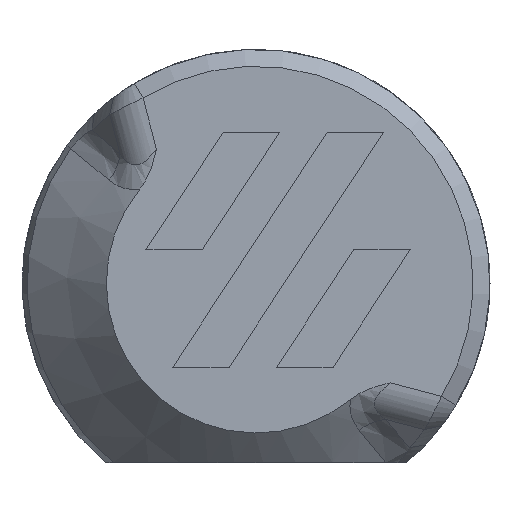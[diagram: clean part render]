
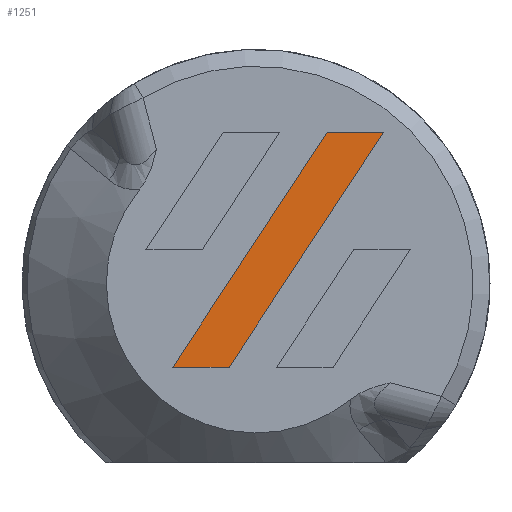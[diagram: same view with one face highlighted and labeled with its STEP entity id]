
A CAD part, front view. The second image highlights one B-rep face of the part: STEP entity #1251.
In plain terms, the highlighted planar face has unit normal (0, -1, 0).
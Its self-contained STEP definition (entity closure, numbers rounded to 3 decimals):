
#142=FACE_OUTER_BOUND('',#219,.T.);
#219=EDGE_LOOP('',(#831,#832,#833,#834));
#302=LINE('',#1757,#411);
#303=LINE('',#1759,#412);
#304=LINE('',#1761,#413);
#305=LINE('',#1762,#414);
#411=VECTOR('',#1446,10.);
#412=VECTOR('',#1447,10.);
#413=VECTOR('',#1448,10.);
#414=VECTOR('',#1449,10.);
#520=VERTEX_POINT('',#1755);
#521=VERTEX_POINT('',#1756);
#522=VERTEX_POINT('',#1758);
#523=VERTEX_POINT('',#1760);
#640=EDGE_CURVE('',#520,#521,#302,.T.);
#641=EDGE_CURVE('',#522,#520,#303,.T.);
#642=EDGE_CURVE('',#523,#522,#304,.T.);
#643=EDGE_CURVE('',#521,#523,#305,.T.);
#831=ORIENTED_EDGE('',*,*,#640,.F.);
#832=ORIENTED_EDGE('',*,*,#641,.F.);
#833=ORIENTED_EDGE('',*,*,#642,.F.);
#834=ORIENTED_EDGE('',*,*,#643,.F.);
#1213=PLANE('',#1342);
#1251=ADVANCED_FACE('',(#142),#1213,.F.);
#1342=AXIS2_PLACEMENT_3D('',#1754,#1444,#1445);
#1444=DIRECTION('center_axis',(0.,1.,0.));
#1445=DIRECTION('ref_axis',(0.,0.,1.));
#1446=DIRECTION('',(-1.,0.,0.));
#1447=DIRECTION('',(-0.549,0.,-0.836));
#1448=DIRECTION('',(1.,0.,0.));
#1449=DIRECTION('',(0.549,0.,0.836));
#1754=CARTESIAN_POINT('Origin',(-106.974,-112.6,290.497));
#1755=CARTESIAN_POINT('',(-108.135,-112.6,287.713));
#1756=CARTESIAN_POINT('',(-109.473,-112.6,287.713));
#1757=CARTESIAN_POINT('',(-109.473,-112.6,287.713));
#1758=CARTESIAN_POINT('',(-104.475,-112.6,293.281));
#1759=CARTESIAN_POINT('',(-104.475,-112.6,293.281));
#1760=CARTESIAN_POINT('',(-105.813,-112.6,293.281));
#1761=CARTESIAN_POINT('',(-105.813,-112.6,293.281));
#1762=CARTESIAN_POINT('',(-109.473,-112.6,287.713));
